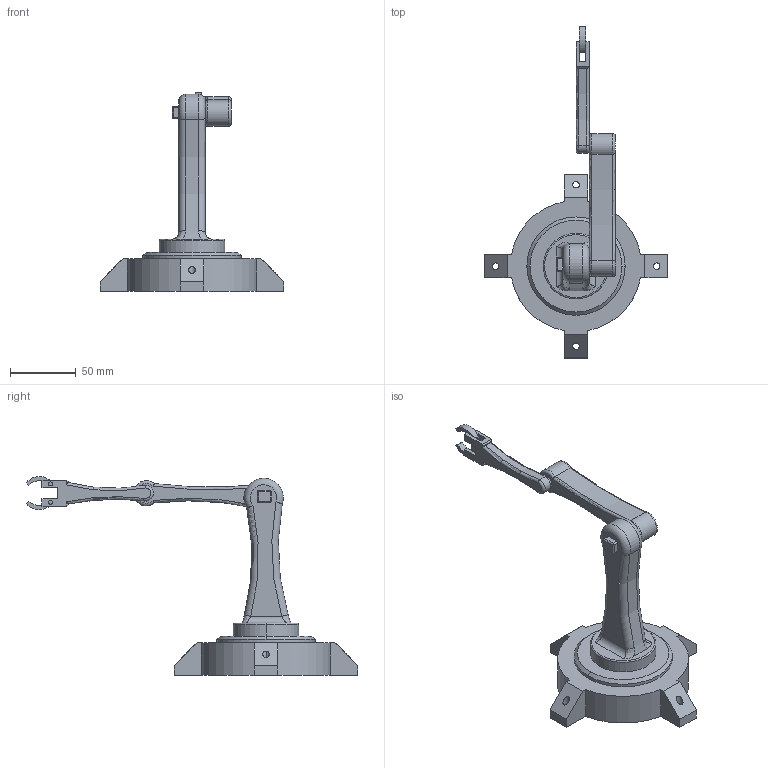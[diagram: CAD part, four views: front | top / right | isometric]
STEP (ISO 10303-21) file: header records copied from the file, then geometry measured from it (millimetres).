
FILE_DESCRIPTION(('CATIA V5 STEP Exchange'),'2;1');
FILE_NAME('Robot.stp','2020-12-16T12:06:38+00:00',('none'),('none'),'CATIA Version 5 Release 21 GA (IN-10)','CATIA V5 STEP AP203','none');
FILE_SCHEMA(('CONFIG_CONTROL_DESIGN'));
Length unit declared in the file: millimetre
Products named in the file (1): Product2
Assembly tree (6 placements, depth 2):
  Product2
    #58
    #1391
    #3020
    #3601
    #4958  x2
Bounding box: 140 x 252.9 x 151.73 mm (x, y, z)
Volume: 352435.9 mm3; surface area: 58117 mm2
Topology: 6 solids, 6 shells, 165 faces, 405 edges, 261 vertices
Faces by surface type: plane 79, cylinder 56, torus 24, bspline 4, cone 2
Entity records: 5201 total; most frequent: CARTESIAN_POINT 1579, ORIENTED_EDGE 772, DIRECTION 591, EDGE_CURVE 386, AXIS2_PLACEMENT_3D 266, VERTEX_POINT 249, VECTOR 191, LINE 191
